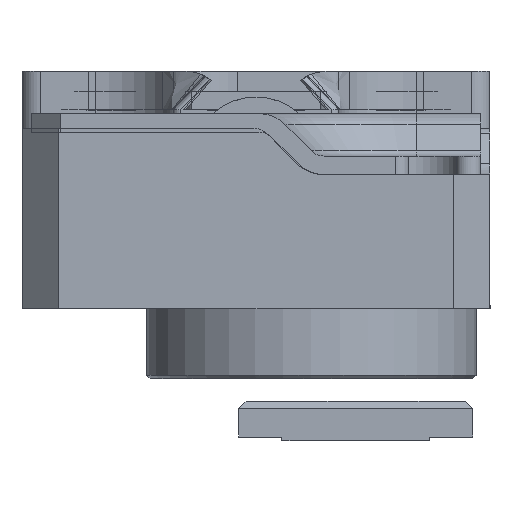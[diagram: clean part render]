
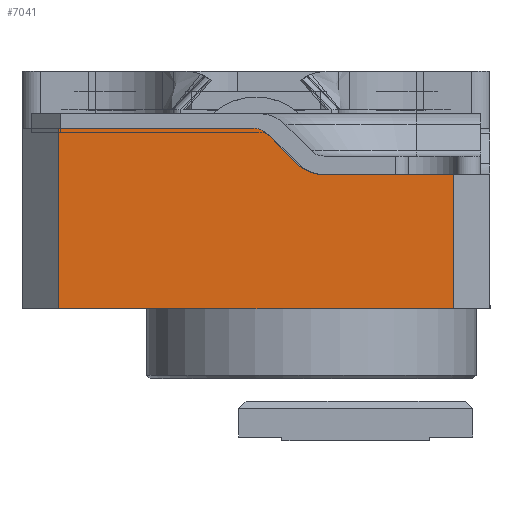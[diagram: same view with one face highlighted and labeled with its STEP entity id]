
A CAD part, front view. The second image highlights one B-rep face of the part: STEP entity #7041.
In plain terms, the highlighted face is planar.
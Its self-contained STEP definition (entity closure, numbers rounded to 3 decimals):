
#820=CIRCLE('',#44466,1.);
#821=CIRCLE('',#44467,0.5);
#7041=ADVANCED_FACE('',(#10819),#8899,.T.);
#8899=PLANE('',#44468);
#10819=FACE_OUTER_BOUND('',#13033,.T.);
#13033=EDGE_LOOP('',(#19126,#19127,#19128,#19129,#19130,#19131,#19132,#19133));
#19126=ORIENTED_EDGE('',*,*,#32078,.T.);
#19127=ORIENTED_EDGE('',*,*,#32116,.T.);
#19128=ORIENTED_EDGE('',*,*,#32117,.T.);
#19129=ORIENTED_EDGE('',*,*,#32118,.T.);
#19130=ORIENTED_EDGE('',*,*,#32119,.T.);
#19131=ORIENTED_EDGE('',*,*,#32120,.T.);
#19132=ORIENTED_EDGE('',*,*,#32094,.T.);
#19133=ORIENTED_EDGE('',*,*,#32121,.T.);
#27490=VERTEX_POINT('',#66237);
#27491=VERTEX_POINT('',#66239);
#27504=VERTEX_POINT('',#66269);
#27505=VERTEX_POINT('',#66271);
#27523=VERTEX_POINT('',#66314);
#27524=VERTEX_POINT('',#66316);
#27525=VERTEX_POINT('',#66318);
#27526=VERTEX_POINT('',#66320);
#32078=EDGE_CURVE('',#27491,#27490,#36408,.T.);
#32094=EDGE_CURVE('',#27505,#27504,#36420,.T.);
#32116=EDGE_CURVE('',#27490,#27523,#36436,.T.);
#32117=EDGE_CURVE('',#27523,#27524,#36437,.T.);
#32118=EDGE_CURVE('',#27524,#27525,#820,.T.);
#32119=EDGE_CURVE('',#27525,#27526,#36438,.T.);
#32120=EDGE_CURVE('',#27526,#27505,#821,.T.);
#32121=EDGE_CURVE('',#27504,#27491,#36439,.T.);
#36408=LINE('',#66238,#40442);
#36420=LINE('',#66270,#40454);
#36436=LINE('',#66313,#40470);
#36437=LINE('',#66315,#40471);
#36438=LINE('',#66319,#40472);
#36439=LINE('',#66322,#40473);
#40442=VECTOR('',#49287,1.);
#40454=VECTOR('',#49311,1.);
#40470=VECTOR('',#49345,1.);
#40471=VECTOR('',#49346,1.);
#40472=VECTOR('',#49349,1.);
#40473=VECTOR('',#49352,1.);
#44466=AXIS2_PLACEMENT_3D('',#66317,#49347,#49348);
#44467=AXIS2_PLACEMENT_3D('',#66321,#49350,#49351);
#44468=AXIS2_PLACEMENT_3D('',#66323,#49353,#49354);
#49287=DIRECTION('',(-1.,0.,0.));
#49311=DIRECTION('',(1.,0.,0.));
#49345=DIRECTION('',(0.,0.,1.));
#49346=DIRECTION('',(1.,0.,0.));
#49347=DIRECTION('',(0.,-1.,0.));
#49348=DIRECTION('',(0.,0.,1.));
#49349=DIRECTION('',(0.707,0.,0.707));
#49350=DIRECTION('',(0.,1.,0.));
#49351=DIRECTION('',(0.,0.,1.));
#49352=DIRECTION('',(0.,0.,-1.));
#49353=DIRECTION('',(0.,1.,0.));
#49354=DIRECTION('',(0.,0.,1.));
#66237=CARTESIAN_POINT('',(1.,20.5,0.));
#66238=CARTESIAN_POINT('',(6.35,20.5,0.));
#66239=CARTESIAN_POINT('',(11.7,20.5,0.));
#66269=CARTESIAN_POINT('',(11.7,20.5,4.9));
#66270=CARTESIAN_POINT('',(6.35,20.5,4.9));
#66271=CARTESIAN_POINT('',(6.407,20.5,4.9));
#66313=CARTESIAN_POINT('',(1.,20.5,0.));
#66314=CARTESIAN_POINT('',(1.,20.5,3.65));
#66315=CARTESIAN_POINT('',(0.,20.5,3.65));
#66316=CARTESIAN_POINT('',(4.536,20.5,3.65));
#66317=CARTESIAN_POINT('',(4.536,20.5,4.65));
#66318=CARTESIAN_POINT('',(5.243,20.5,3.943));
#66319=CARTESIAN_POINT('',(3.825,20.5,2.525));
#66320=CARTESIAN_POINT('',(6.054,20.5,4.754));
#66321=CARTESIAN_POINT('',(6.407,20.5,4.4));
#66322=CARTESIAN_POINT('',(11.7,20.5,0.));
#66323=CARTESIAN_POINT('',(6.35,20.5,0.));
